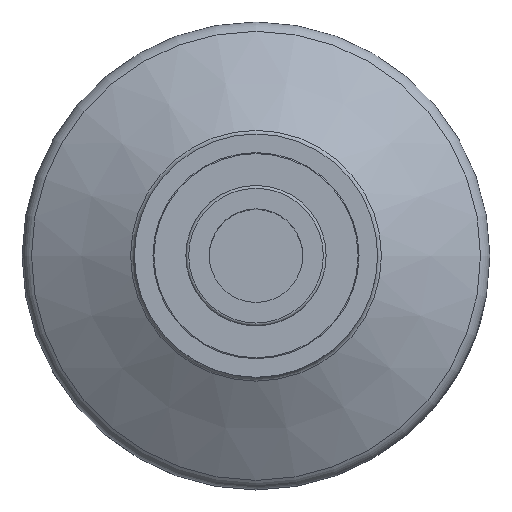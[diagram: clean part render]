
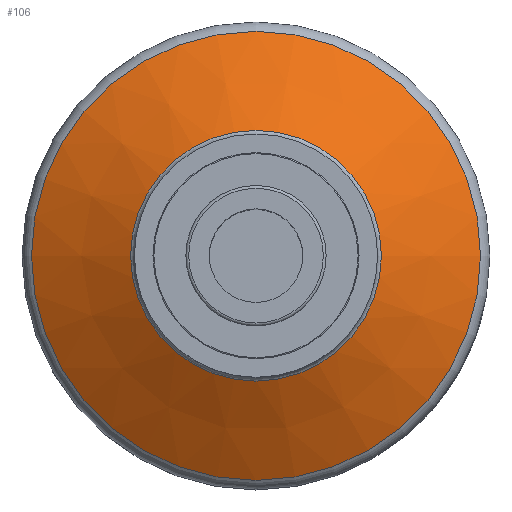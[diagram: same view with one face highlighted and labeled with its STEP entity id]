
A CAD part, top view. The second image highlights one B-rep face of the part: STEP entity #106.
In plain terms, the highlighted conical face has half-angle 60 degrees and reference radius 18.7 mm.
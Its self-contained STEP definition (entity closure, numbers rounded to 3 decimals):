
#81=CONICAL_SURFACE('',#357,18.7,60.);
#106=ADVANCED_FACE('',(#148,#149),#81,.T.);
#148=FACE_BOUND('',#191,.T.);
#149=FACE_BOUND('',#192,.T.);
#191=EDGE_LOOP('',(#239));
#192=EDGE_LOOP('',(#240));
#239=ORIENTED_EDGE('',*,*,#303,.F.);
#240=ORIENTED_EDGE('',*,*,#297,.F.);
#273=VERTEX_POINT('',#591);
#279=VERTEX_POINT('',#608);
#297=EDGE_CURVE('',#273,#273,#319,.T.);
#303=EDGE_CURVE('',#279,#279,#325,.T.);
#319=CIRCLE('',#344,24.);
#325=CIRCLE('',#355,13.4);
#344=AXIS2_PLACEMENT_3D('',#590,#397,#398);
#355=AXIS2_PLACEMENT_3D('',#607,#419,#420);
#357=AXIS2_PLACEMENT_3D('',#610,#423,#424);
#397=DIRECTION('',(0.,0.,-1.));
#398=DIRECTION('',(1.,0.,0.));
#419=DIRECTION('',(0.,0.,1.));
#420=DIRECTION('',(1.,0.,0.));
#423=DIRECTION('',(0.,0.,-1.));
#424=DIRECTION('',(-1.,0.,0.));
#590=CARTESIAN_POINT('',(0.,0.,15.687));
#591=CARTESIAN_POINT('',(24.,0.,15.687));
#607=CARTESIAN_POINT('',(0.,0.,21.807));
#608=CARTESIAN_POINT('',(13.4,0.,21.807));
#610=CARTESIAN_POINT('',(0.,0.,18.747));
